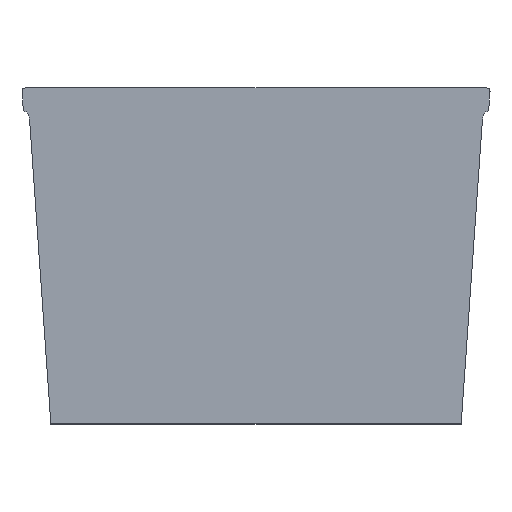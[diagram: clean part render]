
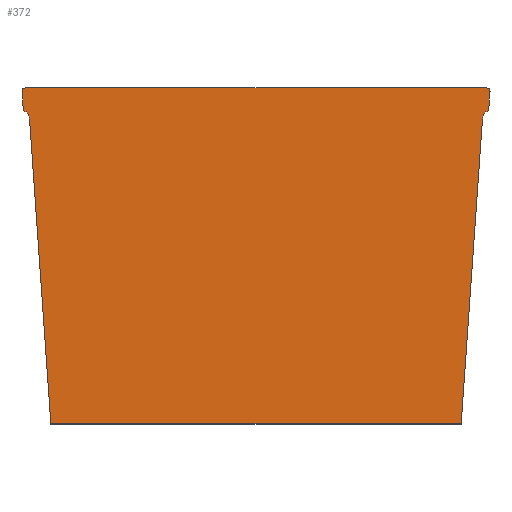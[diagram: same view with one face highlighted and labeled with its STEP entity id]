
A CAD part, left-side view. The second image highlights one B-rep face of the part: STEP entity #372.
In plain terms, the highlighted planar face has unit normal (-1, 0, 0).
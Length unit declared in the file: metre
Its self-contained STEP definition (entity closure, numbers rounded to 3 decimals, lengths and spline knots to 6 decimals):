
#22=CIRCLE('',#411,0.0055);
#23=CIRCLE('',#412,0.002);
#24=CIRCLE('',#413,0.002);
#25=CIRCLE('',#414,0.0055);
#40=ORIENTED_EDGE('',*,*,#148,.T.);
#41=ORIENTED_EDGE('',*,*,#149,.T.);
#42=ORIENTED_EDGE('',*,*,#150,.F.);
#43=ORIENTED_EDGE('',*,*,#151,.T.);
#44=ORIENTED_EDGE('',*,*,#152,.F.);
#45=ORIENTED_EDGE('',*,*,#153,.F.);
#46=ORIENTED_EDGE('',*,*,#154,.T.);
#47=ORIENTED_EDGE('',*,*,#155,.F.);
#48=ORIENTED_EDGE('',*,*,#156,.T.);
#49=ORIENTED_EDGE('',*,*,#157,.T.);
#148=EDGE_CURVE('',#202,#203,#234,.T.);
#149=EDGE_CURVE('',#203,#204,#235,.T.);
#150=EDGE_CURVE('',#205,#204,#236,.T.);
#151=EDGE_CURVE('',#205,#206,#22,.T.);
#152=EDGE_CURVE('',#207,#206,#237,.T.);
#153=EDGE_CURVE('',#208,#207,#23,.T.);
#154=EDGE_CURVE('',#208,#209,#238,.T.);
#155=EDGE_CURVE('',#210,#209,#24,.T.);
#156=EDGE_CURVE('',#210,#211,#239,.T.);
#157=EDGE_CURVE('',#211,#202,#25,.T.);
#202=VERTEX_POINT('',#572);
#203=VERTEX_POINT('',#573);
#204=VERTEX_POINT('',#575);
#205=VERTEX_POINT('',#577);
#206=VERTEX_POINT('',#579);
#207=VERTEX_POINT('',#581);
#208=VERTEX_POINT('',#583);
#209=VERTEX_POINT('',#585);
#210=VERTEX_POINT('',#587);
#211=VERTEX_POINT('',#589);
#234=LINE('',#571,#276);
#235=LINE('',#574,#277);
#236=LINE('',#576,#278);
#237=LINE('',#580,#279);
#238=LINE('',#584,#280);
#239=LINE('',#588,#281);
#276=VECTOR('',#458,1.);
#277=VECTOR('',#459,1.);
#278=VECTOR('',#460,1.);
#279=VECTOR('',#463,1.);
#280=VECTOR('',#466,1.);
#281=VECTOR('',#469,1.);
#313=EDGE_LOOP('',(#40,#41,#42,#43,#44,#45,#46,#47,#48,#49));
#335=FACE_BOUND('',#313,.T.);
#357=PLANE('',#410);
#372=ADVANCED_FACE('',(#335),#357,.F.);
#410=AXIS2_PLACEMENT_3D('',#570,#456,#457);
#411=AXIS2_PLACEMENT_3D('',#578,#461,#462);
#412=AXIS2_PLACEMENT_3D('',#582,#464,#465);
#413=AXIS2_PLACEMENT_3D('',#586,#467,#468);
#414=AXIS2_PLACEMENT_3D('',#590,#470,#471);
#456=DIRECTION('',(1.,0.,0.));
#457=DIRECTION('',(0.,1.,0.));
#458=DIRECTION('',(0.,-0.07,-0.998));
#459=DIRECTION('',(0.,-1.,0.));
#460=DIRECTION('',(0.,0.07,-0.998));
#461=DIRECTION('',(1.,0.,0.));
#462=DIRECTION('',(0.,0.,-1.));
#463=DIRECTION('',(0.,0.07,-0.998));
#464=DIRECTION('',(1.,0.,0.));
#465=DIRECTION('',(0.,0.,-1.));
#466=DIRECTION('',(0.,1.,0.));
#467=DIRECTION('',(1.,0.,0.));
#468=DIRECTION('',(0.,0.,-1.));
#469=DIRECTION('',(0.,-0.07,-0.998));
#470=DIRECTION('',(1.,0.,0.));
#471=DIRECTION('',(0.,0.,-1.));
#570=CARTESIAN_POINT('',(-0.0015,0.,0.141852));
#571=CARTESIAN_POINT('',(-0.0015,0.112707,0.12548));
#572=CARTESIAN_POINT('',(-0.0015,0.120596,0.2383));
#573=CARTESIAN_POINT('',(-0.0015,0.109268,0.0763));
#574=CARTESIAN_POINT('',(-0.0015,-0.109233,0.0763));
#575=CARTESIAN_POINT('',(-0.0015,-0.109268,0.0763));
#576=CARTESIAN_POINT('',(-0.0015,-0.112707,0.12548));
#577=CARTESIAN_POINT('',(-0.0015,-0.120596,0.2383));
#578=CARTESIAN_POINT('',(-0.0015,-0.126082,0.237916));
#579=CARTESIAN_POINT('',(-0.0015,-0.12393,0.242978));
#580=CARTESIAN_POINT('',(-0.0015,-0.124274,0.247893));
#581=CARTESIAN_POINT('',(-0.0015,-0.124618,0.252809));
#582=CARTESIAN_POINT('',(-0.0015,-0.122622,0.252948));
#583=CARTESIAN_POINT('',(-0.0015,-0.122622,0.254948));
#584=CARTESIAN_POINT('',(-0.0015,0.,0.254948));
#585=CARTESIAN_POINT('',(-0.0015,0.122622,0.254948));
#586=CARTESIAN_POINT('',(-0.0015,0.122622,0.252948));
#587=CARTESIAN_POINT('',(-0.0015,0.124618,0.252809));
#588=CARTESIAN_POINT('',(-0.0015,0.124274,0.247893));
#589=CARTESIAN_POINT('',(-0.0015,0.12393,0.242978));
#590=CARTESIAN_POINT('',(-0.0015,0.126082,0.237916));
